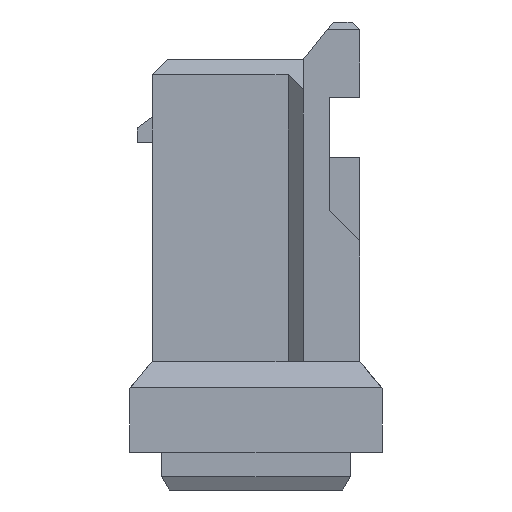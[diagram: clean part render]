
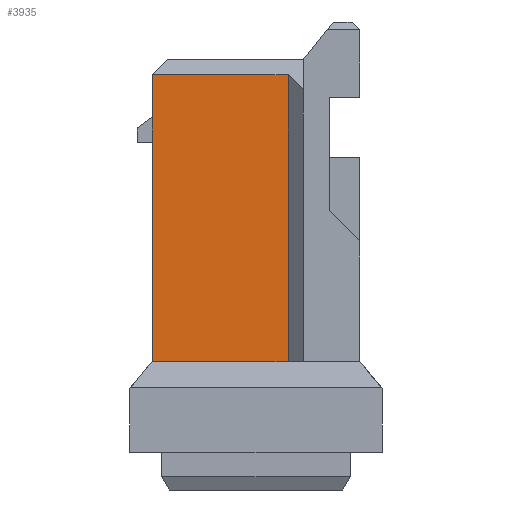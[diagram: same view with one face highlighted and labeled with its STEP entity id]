
A CAD part, left-side view. The second image highlights one B-rep face of the part: STEP entity #3935.
In plain terms, the highlighted planar face has unit normal (-1, 0, 0).
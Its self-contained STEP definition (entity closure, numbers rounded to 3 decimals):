
#324 = VERTEX_POINT ( 'NONE', #7153 ) ;
#362 = LINE ( 'NONE', #3450, #5473 ) ;
#479 = VERTEX_POINT ( 'NONE', #6081 ) ;
#1027 = EDGE_CURVE ( 'NONE', #479, #2413, #4711, .T. ) ;
#1490 = VECTOR ( 'NONE', #6141, 1000. ) ;
#1583 = DIRECTION ( 'NONE',  ( 0., 0., 1. ) ) ;
#1653 = CARTESIAN_POINT ( 'NONE',  ( -6.15, 1.375, 5. ) ) ;
#1682 = DIRECTION ( 'NONE',  ( 0., 0., -1. ) ) ;
#2413 = VERTEX_POINT ( 'NONE', #1653 ) ;
#2652 = EDGE_CURVE ( 'NONE', #324, #2413, #6459, .T. ) ;
#2940 = CARTESIAN_POINT ( 'NONE',  ( -6.15, -0.625, 1.2 ) ) ;
#3413 = FACE_OUTER_BOUND ( 'NONE', #6723, .T. ) ;
#3450 = CARTESIAN_POINT ( 'NONE',  ( -6.15, -0.625, 1.2 ) ) ;
#3555 = ORIENTED_EDGE ( 'NONE', *, *, #6064, .F. ) ;
#3935 = ADVANCED_FACE ( 'NONE', ( #3413 ), #5961, .F. ) ;
#4215 = DIRECTION ( 'NONE',  ( 0., 1., 0. ) ) ;
#4244 = ORIENTED_EDGE ( 'NONE', *, *, #1027, .T. ) ;
#4424 = ORIENTED_EDGE ( 'NONE', *, *, #2652, .F. ) ;
#4456 = VERTEX_POINT ( 'NONE', #6543 ) ;
#4711 = LINE ( 'NONE', #6397, #4964 ) ;
#4964 = VECTOR ( 'NONE', #5226, 1000. ) ;
#5226 = DIRECTION ( 'NONE',  ( 0., 1., 0. ) ) ;
#5473 = VECTOR ( 'NONE', #4215, 1000. ) ;
#5665 = ORIENTED_EDGE ( 'NONE', *, *, #7216, .T. ) ;
#5686 = CARTESIAN_POINT ( 'NONE',  ( -6.15, -0.425, 5. ) ) ;
#5961 = PLANE ( 'NONE',  #6814 ) ;
#6064 = EDGE_CURVE ( 'NONE', #4456, #324, #362, .T. ) ;
#6081 = CARTESIAN_POINT ( 'NONE',  ( -6.15, -0.425, 5. ) ) ;
#6141 = DIRECTION ( 'NONE',  ( 0., 0., 1. ) ) ;
#6397 = CARTESIAN_POINT ( 'NONE',  ( -6.15, -0.625, 5. ) ) ;
#6459 = LINE ( 'NONE', #7089, #6580 ) ;
#6543 = CARTESIAN_POINT ( 'NONE',  ( -6.15, -0.425, 1.2 ) ) ;
#6580 = VECTOR ( 'NONE', #1583, 1000. ) ;
#6723 = EDGE_LOOP ( 'NONE', ( #3555, #5665, #4244, #4424 ) ) ;
#6777 = LINE ( 'NONE', #5686, #1490 ) ;
#6814 = AXIS2_PLACEMENT_3D ( 'NONE', #2940, #7712, #1682 ) ;
#7089 = CARTESIAN_POINT ( 'NONE',  ( -6.15, 1.375, 1.2 ) ) ;
#7153 = CARTESIAN_POINT ( 'NONE',  ( -6.15, 1.375, 1.2 ) ) ;
#7216 = EDGE_CURVE ( 'NONE', #4456, #479, #6777, .T. ) ;
#7712 = DIRECTION ( 'NONE',  ( 1., 0., 0. ) ) ;
